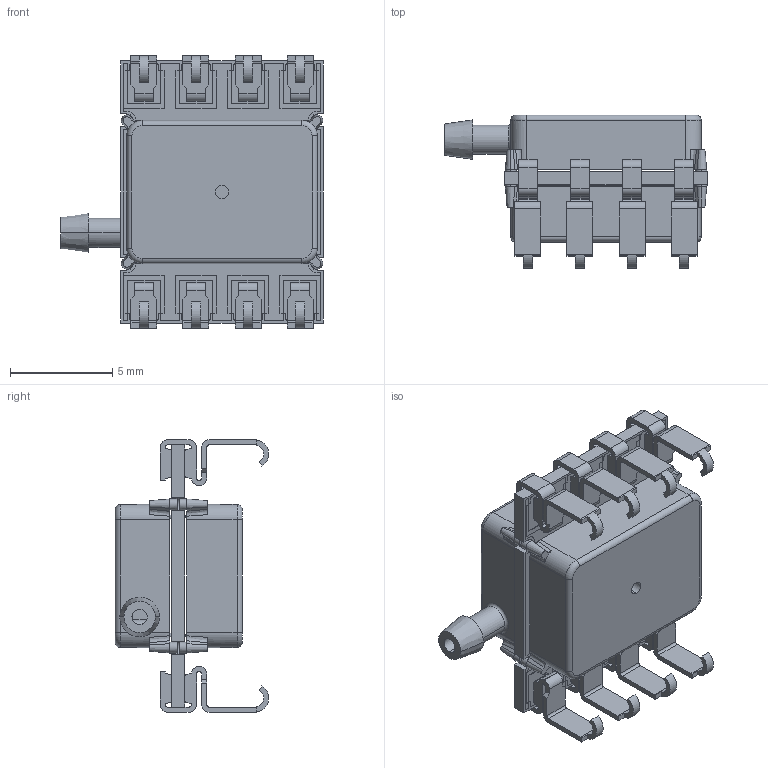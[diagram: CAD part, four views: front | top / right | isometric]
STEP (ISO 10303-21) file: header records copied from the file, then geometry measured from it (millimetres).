
FILE_DESCRIPTION (( 'STEP AP203' ), '1' );
FILE_NAME ('HRNJ.STEP', '2020-01-31T18:31:35', ( '' ), ( '' ), 'SwSTEP 2.0', 'SolidWorks 2010', '' );
FILE_SCHEMA (( 'CONFIG_CONTROL_DESIGN' ));
Length unit declared in the file: inch
Products named in the file (5): HRNJ; ceramic-DIP; AS01-06-010 SMT-J for ELV; AS01-01-046 Rev B; AS01-01-044 Rev A
Assembly tree (11 placements, depth 2):
  HRNJ
    AS01-06-010 SMT-J for ELV  x8
    ceramic-DIP
    AS01-01-046 Rev B
    AS01-01-044 Rev A
Bounding box: 12.83 x 7.49 x 13.3 mm (x, y, z)
Volume: 320.3 mm3; surface area: 1457 mm2
Topology: 14 solids, 15 shells, 926 faces, 2527 edges, 1661 vertices
Faces by surface type: plane 598, cylinder 246, torus 33, cone 30, bspline 19
Entity records: 19276 total; most frequent: CARTESIAN_POINT 3921, ORIENTED_EDGE 3080, DIRECTION 3032, EDGE_CURVE 1540, VECTOR 1062, LINE 1062, VERTEX_POINT 1003, AXIS2_PLACEMENT_3D 985
